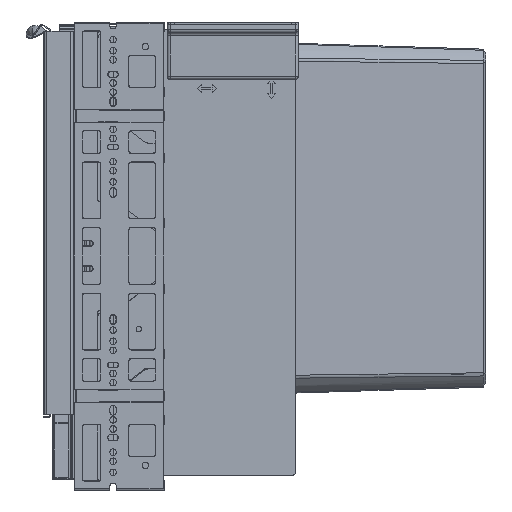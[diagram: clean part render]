
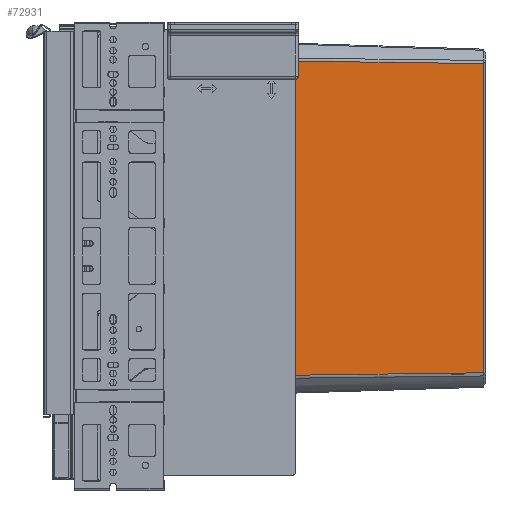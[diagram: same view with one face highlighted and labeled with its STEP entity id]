
A CAD part, left-side view. The second image highlights one B-rep face of the part: STEP entity #72931.
In plain terms, the highlighted planar face has unit normal (-1, -0.031, 0).
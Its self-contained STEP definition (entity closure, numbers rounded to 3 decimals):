
#14665=EDGE_CURVE('9831',#37167,#37164,#37168,.T.);
#14705=EDGE_CURVE('9763',#37164,#37222,#37225,.T.);
#14707=EDGE_CURVE('9815',#37227,#37222,#37228,.T.);
#14709=EDGE_CURVE('9774',#37167,#37227,#37230,.T.);
#37164=VERTEX_POINT('',#71462);
#37167=VERTEX_POINT('',#71473);
#37168=LINE('',#71474,#71475);
#37222=VERTEX_POINT('',#71652);
#37225=B_SPLINE_CURVE_WITH_KNOTS('',3,(#71662,#71663,#71664,#71665,#71666,#71667),.UNSPECIFIED.,.F.,.F.,(4,1,1,4),(0.0,0.333,0.667,1.0),.UNSPECIFIED.);
#37227=VERTEX_POINT('',#71670);
#37228=LINE('',#71671,#71672);
#37230=B_SPLINE_CURVE_WITH_KNOTS('',3,(#71675,#71676,#71677,#71678,#71679,#71680),.UNSPECIFIED.,.F.,.F.,(4,1,1,4),(0.0,0.333,0.667,1.0),.UNSPECIFIED.);
#71462=CARTESIAN_POINT('',(-198.371,9.8,-349.93));
#71473=CARTESIAN_POINT('',(-198.371,9.8,-33.071));
#71474=CARTESIAN_POINT('',(-198.371,9.8,-33.071));
#71475=VECTOR('',#116678,316.858);
#71652=CARTESIAN_POINT('',(-185.899,-390.329,-344.774));
#71662=CARTESIAN_POINT('',(-198.371,9.8,-349.93));
#71663=CARTESIAN_POINT('',(-196.872,-38.308,-349.318));
#71664=CARTESIAN_POINT('',(-193.949,-132.083,-348.122));
#71665=CARTESIAN_POINT('',(-189.811,-264.809,-346.415));
#71666=CARTESIAN_POINT('',(-187.18,-349.234,-345.315));
#71667=CARTESIAN_POINT('',(-185.899,-390.329,-344.774));
#71670=CARTESIAN_POINT('',(-185.899,-390.329,-38.226));
#71671=CARTESIAN_POINT('',(-185.899,-390.329,-38.226));
#71672=VECTOR('',#116685,306.548);
#71675=CARTESIAN_POINT('',(-198.371,9.8,-33.071));
#71676=CARTESIAN_POINT('',(-196.872,-38.308,-33.683));
#71677=CARTESIAN_POINT('',(-193.949,-132.085,-34.879));
#71678=CARTESIAN_POINT('',(-189.811,-264.81,-36.585));
#71679=CARTESIAN_POINT('',(-187.18,-349.234,-37.685));
#71680=CARTESIAN_POINT('',(-185.899,-390.329,-38.226));
#72931=ADVANCED_FACE('7140',(#117062),#117063,.T.);
#116678=DIRECTION('',(0.0,0.0,-1.0));
#116685=DIRECTION('',(0.0,0.,-1.0));
#117062=FACE_OUTER_BOUND('',#146539,.T.);
#117063=PLANE('',#146540);
#146539=EDGE_LOOP('',(#162732,#162733,#162734,#162735));
#146540=AXIS2_PLACEMENT_3D('',#162736,#162737,#162738);
#162732=ORIENTED_EDGE('',*,*,#14707,.F.);
#162733=ORIENTED_EDGE('',*,*,#14709,.F.);
#162734=ORIENTED_EDGE('',*,*,#14665,.T.);
#162735=ORIENTED_EDGE('',*,*,#14705,.T.);
#162736=CARTESIAN_POINT('',(-192.44,-180.469,-191.5));
#162737=DIRECTION('',(-1.,-0.031,-0.0));
#162738=DIRECTION('',(0.0,0.0,-1.0));
